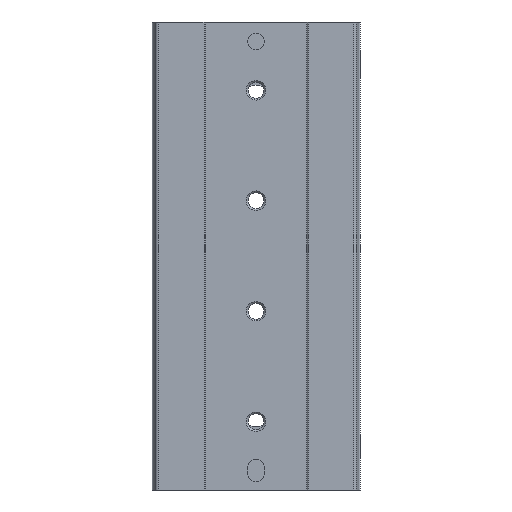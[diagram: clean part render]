
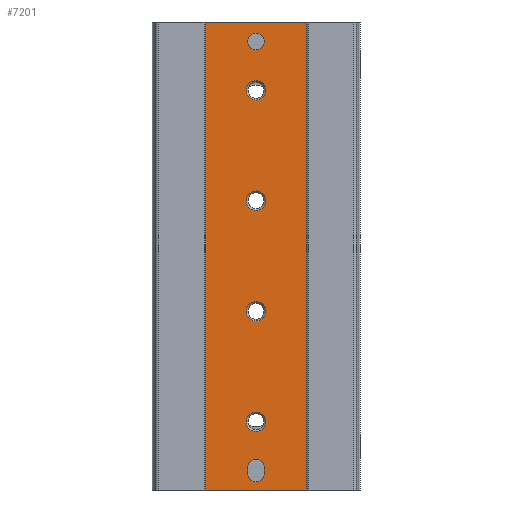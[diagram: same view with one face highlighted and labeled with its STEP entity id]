
A CAD part, front view. The second image highlights one B-rep face of the part: STEP entity #7201.
In plain terms, the highlighted planar face has unit normal (0, -1, 0).
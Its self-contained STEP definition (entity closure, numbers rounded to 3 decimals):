
#133=PLANE('',#7715);
#408=LINE('',#10830,#1078);
#409=LINE('',#10835,#1079);
#410=LINE('',#10839,#1080);
#411=LINE('',#10850,#1081);
#412=LINE('',#10852,#1082);
#413=LINE('',#10854,#1083);
#1078=VECTOR('',#8555,1000.);
#1079=VECTOR('',#8560,1000.);
#1080=VECTOR('',#8563,1000.);
#1081=VECTOR('',#8574,1000.);
#1082=VECTOR('',#8575,1000.);
#1083=VECTOR('',#8576,1000.);
#1767=ORIENTED_EDGE('',*,*,#3795,.T.);
#1768=ORIENTED_EDGE('',*,*,#3796,.T.);
#1769=ORIENTED_EDGE('',*,*,#3797,.T.);
#1770=ORIENTED_EDGE('',*,*,#3798,.T.);
#1771=ORIENTED_EDGE('',*,*,#3799,.F.);
#1772=ORIENTED_EDGE('',*,*,#3800,.T.);
#1773=ORIENTED_EDGE('',*,*,#3801,.T.);
#1774=ORIENTED_EDGE('',*,*,#3802,.T.);
#1775=ORIENTED_EDGE('',*,*,#3803,.T.);
#1776=ORIENTED_EDGE('',*,*,#3804,.F.);
#1777=ORIENTED_EDGE('',*,*,#3794,.F.);
#1778=ORIENTED_EDGE('',*,*,#3805,.T.);
#1779=ORIENTED_EDGE('',*,*,#3806,.T.);
#3794=EDGE_CURVE('',#4806,#4805,#408,.T.);
#3795=EDGE_CURVE('',#4807,#4808,#5516,.F.);
#3796=EDGE_CURVE('',#4808,#4809,#409,.T.);
#3797=EDGE_CURVE('',#4809,#4810,#5517,.F.);
#3798=EDGE_CURVE('',#4810,#4807,#410,.T.);
#3799=EDGE_CURVE('',#4811,#4811,#5518,.T.);
#3800=EDGE_CURVE('',#4812,#4812,#5519,.T.);
#3801=EDGE_CURVE('',#4813,#4813,#5520,.T.);
#3802=EDGE_CURVE('',#4814,#4814,#5521,.T.);
#3803=EDGE_CURVE('',#4815,#4815,#5522,.T.);
#3804=EDGE_CURVE('',#4805,#4816,#411,.T.);
#3805=EDGE_CURVE('',#4806,#4817,#412,.T.);
#3806=EDGE_CURVE('',#4817,#4816,#413,.T.);
#4805=VERTEX_POINT('',#10827);
#4806=VERTEX_POINT('',#10829);
#4807=VERTEX_POINT('',#10833);
#4808=VERTEX_POINT('',#10834);
#4809=VERTEX_POINT('',#10836);
#4810=VERTEX_POINT('',#10838);
#4811=VERTEX_POINT('',#10841);
#4812=VERTEX_POINT('',#10843);
#4813=VERTEX_POINT('',#10845);
#4814=VERTEX_POINT('',#10847);
#4815=VERTEX_POINT('',#10849);
#4816=VERTEX_POINT('',#10851);
#4817=VERTEX_POINT('',#10853);
#5516=CIRCLE('',#7716,1.25);
#5517=CIRCLE('',#7717,1.25);
#5518=CIRCLE('',#7718,1.25);
#5519=CIRCLE('',#7719,1.5);
#5520=CIRCLE('',#7720,1.5);
#5521=CIRCLE('',#7721,1.5);
#5522=CIRCLE('',#7722,1.5);
#5854=EDGE_LOOP('',(#1767,#1768,#1769,#1770));
#5855=EDGE_LOOP('',(#1771));
#5856=EDGE_LOOP('',(#1772));
#5857=EDGE_LOOP('',(#1773));
#5858=EDGE_LOOP('',(#1774));
#5859=EDGE_LOOP('',(#1775));
#5860=EDGE_LOOP('',(#1776,#1777,#1778,#1779));
#6454=FACE_BOUND('',#5854,.T.);
#6455=FACE_BOUND('',#5855,.T.);
#6456=FACE_BOUND('',#5856,.T.);
#6457=FACE_BOUND('',#5857,.T.);
#6458=FACE_BOUND('',#5858,.T.);
#6459=FACE_BOUND('',#5859,.T.);
#6460=FACE_BOUND('',#5860,.T.);
#7201=ADVANCED_FACE('',(#6454,#6455,#6456,#6457,#6458,#6459,#6460),#133,
 .T.);
#7715=AXIS2_PLACEMENT_3D('',#10831,#8556,#8557);
#7716=AXIS2_PLACEMENT_3D('',#10832,#8558,#8559);
#7717=AXIS2_PLACEMENT_3D('',#10837,#8561,#8562);
#7718=AXIS2_PLACEMENT_3D('',#10840,#8564,#8565);
#7719=AXIS2_PLACEMENT_3D('',#10842,#8566,#8567);
#7720=AXIS2_PLACEMENT_3D('',#10844,#8568,#8569);
#7721=AXIS2_PLACEMENT_3D('',#10846,#8570,#8571);
#7722=AXIS2_PLACEMENT_3D('',#10848,#8572,#8573);
#8555=DIRECTION('',(0.,0.,1.));
#8556=DIRECTION('',(0.,-1.,0.));
#8557=DIRECTION('',(1.,0.,0.));
#8558=DIRECTION('',(0.,-1.,0.));
#8559=DIRECTION('',(1.,0.,0.));
#8560=DIRECTION('',(0.,0.,1.));
#8561=DIRECTION('',(0.,-1.,0.));
#8562=DIRECTION('',(1.,0.,0.));
#8563=DIRECTION('',(0.,0.,-1.));
#8564=DIRECTION('',(0.,-1.,0.));
#8565=DIRECTION('',(0.,0.,-1.));
#8566=DIRECTION('',(0.,1.,0.));
#8567=DIRECTION('',(0.,0.,1.));
#8568=DIRECTION('',(0.,1.,0.));
#8569=DIRECTION('',(0.,0.,1.));
#8570=DIRECTION('',(0.,1.,0.));
#8571=DIRECTION('',(0.,0.,1.));
#8572=DIRECTION('',(0.,1.,0.));
#8573=DIRECTION('',(0.,0.,1.));
#8574=DIRECTION('',(1.,0.,0.));
#8575=DIRECTION('',(1.,0.,0.));
#8576=DIRECTION('',(0.,0.,1.));
#10827=CARTESIAN_POINT('',(-7.8,0.2,0.));
#10829=CARTESIAN_POINT('',(-7.8,0.2,-72.));
#10830=CARTESIAN_POINT('',(-7.8,0.2,-72.));
#10831=CARTESIAN_POINT('',(-7.8,0.2,-72.));
#10832=CARTESIAN_POINT('',(0.,0.2,-69.45));
#10833=CARTESIAN_POINT('',(1.25,0.2,-69.45));
#10834=CARTESIAN_POINT('',(-1.25,0.2,-69.45));
#10835=CARTESIAN_POINT('',(-1.25,0.2,-72.));
#10836=CARTESIAN_POINT('',(-1.25,0.2,-68.55));
#10837=CARTESIAN_POINT('',(0.,0.2,-68.55));
#10838=CARTESIAN_POINT('',(1.25,0.2,-68.55));
#10839=CARTESIAN_POINT('',(1.25,0.2,-72.));
#10840=CARTESIAN_POINT('',(0.,0.2,-3.));
#10841=CARTESIAN_POINT('',(0.,0.2,-4.25));
#10842=CARTESIAN_POINT('',(0.,0.2,-61.5));
#10843=CARTESIAN_POINT('',(0.,0.2,-60.));
#10844=CARTESIAN_POINT('',(0.,0.2,-10.5));
#10845=CARTESIAN_POINT('',(0.,0.2,-9.));
#10846=CARTESIAN_POINT('',(0.,0.2,-44.5));
#10847=CARTESIAN_POINT('',(0.,0.2,-43.));
#10848=CARTESIAN_POINT('',(0.,0.2,-27.5));
#10849=CARTESIAN_POINT('',(0.,0.2,-26.));
#10850=CARTESIAN_POINT('',(-7.8,0.2,0.));
#10851=CARTESIAN_POINT('',(7.8,0.2,0.));
#10852=CARTESIAN_POINT('',(-7.8,0.2,-72.));
#10853=CARTESIAN_POINT('',(7.8,0.2,-72.));
#10854=CARTESIAN_POINT('',(7.8,0.2,-72.));
